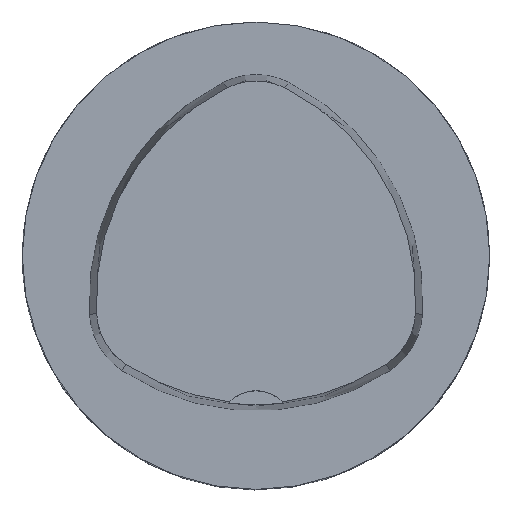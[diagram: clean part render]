
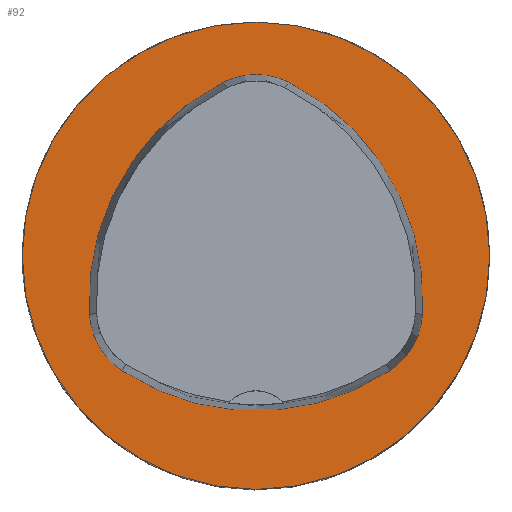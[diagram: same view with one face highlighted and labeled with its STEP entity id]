
A CAD part, top view. The second image highlights one B-rep face of the part: STEP entity #92.
In plain terms, the highlighted planar face has unit normal (0, 0, 1).
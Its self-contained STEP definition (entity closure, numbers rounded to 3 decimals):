
#74=PLANE('',#572);
#92=ADVANCED_FACE('',(#228,#229),#74,.T.);
#127=CIRCLE('',#560,50.);
#128=CIRCLE('',#566,15.5);
#129=CIRCLE('',#567,52.);
#130=CIRCLE('',#568,15.5);
#131=CIRCLE('',#569,52.);
#132=CIRCLE('',#570,15.5);
#133=CIRCLE('',#571,52.);
#228=FACE_BOUND('',#240,.T.);
#229=FACE_BOUND('',#241,.T.);
#240=EDGE_LOOP('',(#293));
#241=EDGE_LOOP('',(#294,#295,#296,#297,#298,#299));
#293=ORIENTED_EDGE('',*,*,#471,.F.);
#294=ORIENTED_EDGE('',*,*,#480,.T.);
#295=ORIENTED_EDGE('',*,*,#481,.T.);
#296=ORIENTED_EDGE('',*,*,#482,.T.);
#297=ORIENTED_EDGE('',*,*,#483,.T.);
#298=ORIENTED_EDGE('',*,*,#484,.T.);
#299=ORIENTED_EDGE('',*,*,#485,.T.);
#424=VERTEX_POINT('',#880);
#433=VERTEX_POINT('',#899);
#434=VERTEX_POINT('',#900);
#435=VERTEX_POINT('',#902);
#436=VERTEX_POINT('',#904);
#437=VERTEX_POINT('',#906);
#438=VERTEX_POINT('',#908);
#471=EDGE_CURVE('',#424,#424,#127,.T.);
#480=EDGE_CURVE('',#433,#434,#128,.T.);
#481=EDGE_CURVE('',#434,#435,#129,.T.);
#482=EDGE_CURVE('',#435,#436,#130,.T.);
#483=EDGE_CURVE('',#436,#437,#131,.T.);
#484=EDGE_CURVE('',#437,#438,#132,.T.);
#485=EDGE_CURVE('',#438,#433,#133,.T.);
#560=AXIS2_PLACEMENT_3D('',#879,#648,#649);
#566=AXIS2_PLACEMENT_3D('',#898,#664,#665);
#567=AXIS2_PLACEMENT_3D('',#901,#666,#667);
#568=AXIS2_PLACEMENT_3D('',#903,#668,#669);
#569=AXIS2_PLACEMENT_3D('',#905,#670,#671);
#570=AXIS2_PLACEMENT_3D('',#907,#672,#673);
#571=AXIS2_PLACEMENT_3D('',#909,#674,#675);
#572=AXIS2_PLACEMENT_3D('',#910,#676,#677);
#648=DIRECTION('',(0.,0.,-1.));
#649=DIRECTION('',(-1.,0.,0.));
#664=DIRECTION('',(0.,0.,-1.));
#665=DIRECTION('',(-0.5,0.866,0.));
#666=DIRECTION('',(0.,0.,-1.));
#667=DIRECTION('',(-0.5,0.866,0.));
#668=DIRECTION('',(0.,0.,-1.));
#669=DIRECTION('',(-0.5,0.866,0.));
#670=DIRECTION('',(0.,0.,-1.));
#671=DIRECTION('',(-0.5,0.866,0.));
#672=DIRECTION('',(0.,0.,-1.));
#673=DIRECTION('',(-0.5,0.866,0.));
#674=DIRECTION('',(0.,0.,-1.));
#675=DIRECTION('',(-0.5,0.866,0.));
#676=DIRECTION('',(0.,0.,1.));
#677=DIRECTION('',(-1.,0.,0.));
#879=CARTESIAN_POINT('',(0.,0.,0.));
#880=CARTESIAN_POINT('',(-50.,0.,0.));
#898=CARTESIAN_POINT('',(20.135,-11.625,0.));
#899=CARTESIAN_POINT('',(35.607,-12.566,0.));
#900=CARTESIAN_POINT('',(28.686,-24.553,0.));
#901=CARTESIAN_POINT('',(0.,18.819,0.));
#902=CARTESIAN_POINT('',(-28.686,-24.553,0.));
#903=CARTESIAN_POINT('',(-20.135,-11.625,0.));
#904=CARTESIAN_POINT('',(-35.607,-12.566,0.));
#905=CARTESIAN_POINT('',(16.298,-9.409,0.));
#906=CARTESIAN_POINT('',(-6.921,37.119,0.));
#907=CARTESIAN_POINT('',(0.,23.25,0.));
#908=CARTESIAN_POINT('',(6.921,37.119,0.));
#909=CARTESIAN_POINT('',(-16.298,-9.409,0.));
#910=CARTESIAN_POINT('',(0.,0.,0.));
